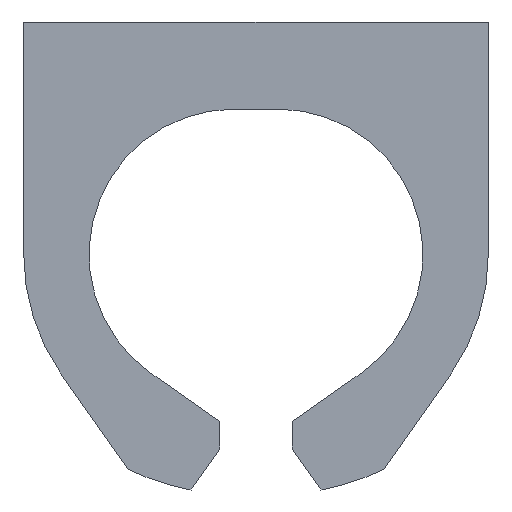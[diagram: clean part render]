
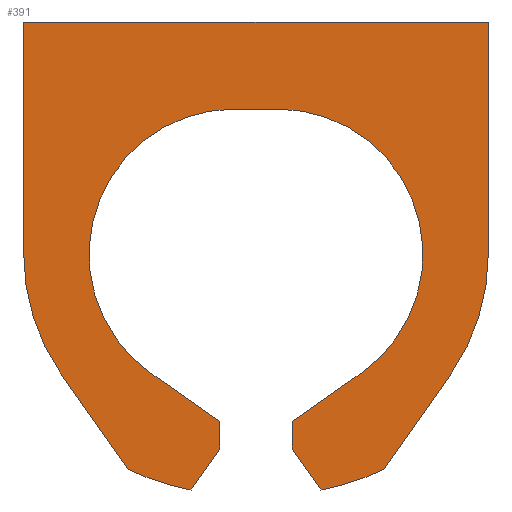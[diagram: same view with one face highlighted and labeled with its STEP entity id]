
A CAD part, front view. The second image highlights one B-rep face of the part: STEP entity #391.
In plain terms, the highlighted planar face has unit normal (0, -1, 0).
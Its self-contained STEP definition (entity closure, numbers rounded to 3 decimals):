
#266=AXIS2_PLACEMENT_3D('Plane Axis2P3D',#263,#264,#265) ;
#270=AXIS2_PLACEMENT_3D('Circle Axis2P3D',#268,#269,$) ;
#284=AXIS2_PLACEMENT_3D('Circle Axis2P3D',#282,#283,$) ;
#312=AXIS2_PLACEMENT_3D('Circle Axis2P3D',#310,#311,$) ;
#326=AXIS2_PLACEMENT_3D('Circle Axis2P3D',#324,#325,$) ;
#354=AXIS2_PLACEMENT_3D('Circle Axis2P3D',#352,#353,$) ;
#368=AXIS2_PLACEMENT_3D('Circle Axis2P3D',#366,#367,$) ;
#43=CARTESIAN_POINT('Vertex',(3.2,0.,3.223)) ;
#57=CARTESIAN_POINT('Vertex',(0.,0.,3.223)) ;
#60=CARTESIAN_POINT('Line Origine',(1.6,0.,3.223)) ;
#83=CARTESIAN_POINT('Vertex',(3.2,0.,1.623)) ;
#91=CARTESIAN_POINT('Line Origine',(3.2,0.,2.423)) ;
#248=CARTESIAN_POINT('Vertex',(0.,0.,1.623)) ;
#251=CARTESIAN_POINT('Line Origine',(0.,0.,2.423)) ;
#263=CARTESIAN_POINT('Axis2P3D Location',(1.6,0.,3.223)) ;
#268=CARTESIAN_POINT('Axis2P3D Location',(1.45,0.,1.623)) ;
#272=CARTESIAN_POINT('Vertex',(0.262,0.,0.792)) ;
#275=CARTESIAN_POINT('Line Origine',(0.489,0.,0.468)) ;
#279=CARTESIAN_POINT('Vertex',(0.715,0.,0.145)) ;
#282=CARTESIAN_POINT('Axis2P3D Location',(1.447,0.,1.623)) ;
#286=CARTESIAN_POINT('Vertex',(1.153,0.,0.)) ;
#289=CARTESIAN_POINT('Line Origine',(1.251,0.,0.141)) ;
#293=CARTESIAN_POINT('Vertex',(1.35,0.,0.282)) ;
#296=CARTESIAN_POINT('Line Origine',(1.35,0.,0.377)) ;
#300=CARTESIAN_POINT('Vertex',(1.35,0.,0.473)) ;
#303=CARTESIAN_POINT('Line Origine',(1.113,0.,0.638)) ;
#307=CARTESIAN_POINT('Vertex',(0.876,0.,0.804)) ;
#310=CARTESIAN_POINT('Axis2P3D Location',(1.45,0.,1.623)) ;
#314=CARTESIAN_POINT('Vertex',(1.45,0.,2.623)) ;
#317=CARTESIAN_POINT('Line Origine',(1.6,0.,2.623)) ;
#321=CARTESIAN_POINT('Vertex',(1.75,0.,2.623)) ;
#324=CARTESIAN_POINT('Axis2P3D Location',(1.75,0.,1.623)) ;
#328=CARTESIAN_POINT('Vertex',(2.324,0.,0.804)) ;
#331=CARTESIAN_POINT('Line Origine',(2.087,0.,0.638)) ;
#335=CARTESIAN_POINT('Vertex',(1.85,0.,0.473)) ;
#338=CARTESIAN_POINT('Line Origine',(1.85,0.,0.377)) ;
#342=CARTESIAN_POINT('Vertex',(1.85,0.,0.282)) ;
#345=CARTESIAN_POINT('Line Origine',(1.949,0.,0.141)) ;
#349=CARTESIAN_POINT('Vertex',(2.047,0.,0.)) ;
#352=CARTESIAN_POINT('Axis2P3D Location',(1.753,0.,1.623)) ;
#356=CARTESIAN_POINT('Vertex',(2.485,0.,0.145)) ;
#359=CARTESIAN_POINT('Line Origine',(2.711,0.,0.468)) ;
#363=CARTESIAN_POINT('Vertex',(2.938,0.,0.792)) ;
#366=CARTESIAN_POINT('Axis2P3D Location',(1.75,0.,1.623)) ;
#61=DIRECTION('Vector Direction',(-1.,0.,0.)) ;
#92=DIRECTION('Vector Direction',(0.,0.,1.)) ;
#252=DIRECTION('Vector Direction',(0.,0.,1.)) ;
#264=DIRECTION('Axis2P3D Direction',(0.,-1.,0.)) ;
#265=DIRECTION('Axis2P3D XDirection',(1.,0.,0.)) ;
#269=DIRECTION('Axis2P3D Direction',(0.,-1.,0.)) ;
#276=DIRECTION('Vector Direction',(0.574,0.,-0.819)) ;
#283=DIRECTION('Axis2P3D Direction',(0.,-1.,0.)) ;
#290=DIRECTION('Vector Direction',(0.574,0.,0.819)) ;
#297=DIRECTION('Vector Direction',(0.,0.,-1.)) ;
#304=DIRECTION('Vector Direction',(0.819,0.,-0.574)) ;
#311=DIRECTION('Axis2P3D Direction',(0.,-1.,0.)) ;
#318=DIRECTION('Vector Direction',(1.,0.,0.)) ;
#325=DIRECTION('Axis2P3D Direction',(0.,-1.,0.)) ;
#332=DIRECTION('Vector Direction',(-0.819,0.,-0.574)) ;
#339=DIRECTION('Vector Direction',(0.,0.,-1.)) ;
#346=DIRECTION('Vector Direction',(-0.574,0.,0.819)) ;
#353=DIRECTION('Axis2P3D Direction',(0.,-1.,0.)) ;
#360=DIRECTION('Vector Direction',(-0.574,0.,-0.819)) ;
#367=DIRECTION('Axis2P3D Direction',(0.,-1.,0.)) ;
#62=VECTOR('Line Direction',#61,1.) ;
#93=VECTOR('Line Direction',#92,1.) ;
#253=VECTOR('Line Direction',#252,1.) ;
#277=VECTOR('Line Direction',#276,1.) ;
#291=VECTOR('Line Direction',#290,1.) ;
#298=VECTOR('Line Direction',#297,1.) ;
#305=VECTOR('Line Direction',#304,1.) ;
#319=VECTOR('Line Direction',#318,1.) ;
#333=VECTOR('Line Direction',#332,1.) ;
#340=VECTOR('Line Direction',#339,1.) ;
#347=VECTOR('Line Direction',#346,1.) ;
#361=VECTOR('Line Direction',#360,1.) ;
#372=ORIENTED_EDGE('',*,*,#64,.T.) ;
#373=ORIENTED_EDGE('',*,*,#255,.T.) ;
#374=ORIENTED_EDGE('',*,*,#274,.T.) ;
#375=ORIENTED_EDGE('',*,*,#281,.T.) ;
#376=ORIENTED_EDGE('',*,*,#288,.T.) ;
#377=ORIENTED_EDGE('',*,*,#295,.T.) ;
#378=ORIENTED_EDGE('',*,*,#302,.T.) ;
#379=ORIENTED_EDGE('',*,*,#309,.T.) ;
#380=ORIENTED_EDGE('',*,*,#316,.T.) ;
#381=ORIENTED_EDGE('',*,*,#323,.T.) ;
#382=ORIENTED_EDGE('',*,*,#330,.T.) ;
#383=ORIENTED_EDGE('',*,*,#337,.T.) ;
#384=ORIENTED_EDGE('',*,*,#344,.T.) ;
#385=ORIENTED_EDGE('',*,*,#351,.T.) ;
#386=ORIENTED_EDGE('',*,*,#358,.T.) ;
#387=ORIENTED_EDGE('',*,*,#365,.T.) ;
#388=ORIENTED_EDGE('',*,*,#370,.T.) ;
#389=ORIENTED_EDGE('',*,*,#95,.T.) ;
#391=ADVANCED_FACE('S3D gedreht',(#390),#267,.T.) ;
#271=CIRCLE('generated circle',#270,1.45) ;
#285=CIRCLE('generated circle',#284,1.65) ;
#313=CIRCLE('generated circle',#312,1.) ;
#327=CIRCLE('generated circle',#326,1.) ;
#355=CIRCLE('generated circle',#354,1.65) ;
#369=CIRCLE('generated circle',#368,1.45) ;
#64=EDGE_CURVE('',#44,#58,#63,.T.) ;
#95=EDGE_CURVE('',#84,#44,#94,.T.) ;
#255=EDGE_CURVE('',#58,#249,#254,.F.) ;
#274=EDGE_CURVE('',#249,#273,#271,.T.) ;
#281=EDGE_CURVE('',#273,#280,#278,.T.) ;
#288=EDGE_CURVE('',#280,#287,#285,.T.) ;
#295=EDGE_CURVE('',#287,#294,#292,.T.) ;
#302=EDGE_CURVE('',#294,#301,#299,.F.) ;
#309=EDGE_CURVE('',#301,#308,#306,.F.) ;
#316=EDGE_CURVE('',#308,#315,#313,.F.) ;
#323=EDGE_CURVE('',#315,#322,#320,.T.) ;
#330=EDGE_CURVE('',#322,#329,#327,.F.) ;
#337=EDGE_CURVE('',#329,#336,#334,.T.) ;
#344=EDGE_CURVE('',#336,#343,#341,.T.) ;
#351=EDGE_CURVE('',#343,#350,#348,.F.) ;
#358=EDGE_CURVE('',#350,#357,#355,.T.) ;
#365=EDGE_CURVE('',#357,#364,#362,.F.) ;
#370=EDGE_CURVE('',#364,#84,#369,.T.) ;
#371=EDGE_LOOP('',(#372,#373,#374,#375,#376,#377,#378,#379,#380,#381,#382,#383,#384,#385,#386,#387,#388,#389)) ;
#390=FACE_OUTER_BOUND('',#371,.T.) ;
#63=LINE('Line',#60,#62) ;
#94=LINE('Line',#91,#93) ;
#254=LINE('Line',#251,#253) ;
#278=LINE('Line',#275,#277) ;
#292=LINE('Line',#289,#291) ;
#299=LINE('Line',#296,#298) ;
#306=LINE('Line',#303,#305) ;
#320=LINE('Line',#317,#319) ;
#334=LINE('Line',#331,#333) ;
#341=LINE('Line',#338,#340) ;
#348=LINE('Line',#345,#347) ;
#362=LINE('Line',#359,#361) ;
#267=PLANE('',#266) ;
#44=VERTEX_POINT('',#43) ;
#58=VERTEX_POINT('',#57) ;
#84=VERTEX_POINT('',#83) ;
#249=VERTEX_POINT('',#248) ;
#273=VERTEX_POINT('',#272) ;
#280=VERTEX_POINT('',#279) ;
#287=VERTEX_POINT('',#286) ;
#294=VERTEX_POINT('',#293) ;
#301=VERTEX_POINT('',#300) ;
#308=VERTEX_POINT('',#307) ;
#315=VERTEX_POINT('',#314) ;
#322=VERTEX_POINT('',#321) ;
#329=VERTEX_POINT('',#328) ;
#336=VERTEX_POINT('',#335) ;
#343=VERTEX_POINT('',#342) ;
#350=VERTEX_POINT('',#349) ;
#357=VERTEX_POINT('',#356) ;
#364=VERTEX_POINT('',#363) ;
